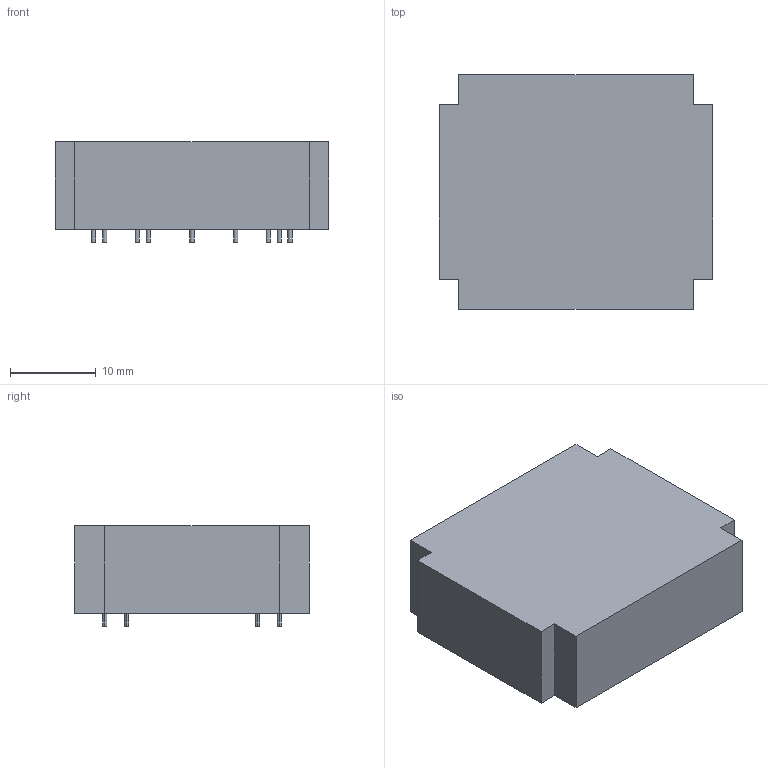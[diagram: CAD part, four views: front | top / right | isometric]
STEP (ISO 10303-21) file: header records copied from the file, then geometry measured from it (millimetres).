
FILE_DESCRIPTION (( 'STEP AP203' ), '1' );
FILE_NAME ('TEN_5_SMPV_05_5.0.STEP', '2025-01-22T16:00:43', ( '' ), ( '' ), 'SwSTEP 2.0', 'SolidWorks 2024', '' );
FILE_SCHEMA (( 'CONFIG_CONTROL_DESIGN' ));
Length unit declared in the file: millimetre
Products named in the file (1): TEN_5_SMPV_05_5.0
Bounding box: 31.8 x 27.31 x 11.7 mm (x, y, z)
Volume: 8541.9 mm3; surface area: 2917.5 mm2
Topology: 1 solids, 1 shells, 62 faces, 132 edges, 88 vertices
Faces by surface type: cylinder 32, plane 30
Entity records: 1777 total; most frequent: DIRECTION 322, CARTESIAN_POINT 283, ORIENTED_EDGE 264, EDGE_CURVE 132, AXIS2_PLACEMENT_3D 127, VERTEX_POINT 88, EDGE_LOOP 78, VECTOR 68
